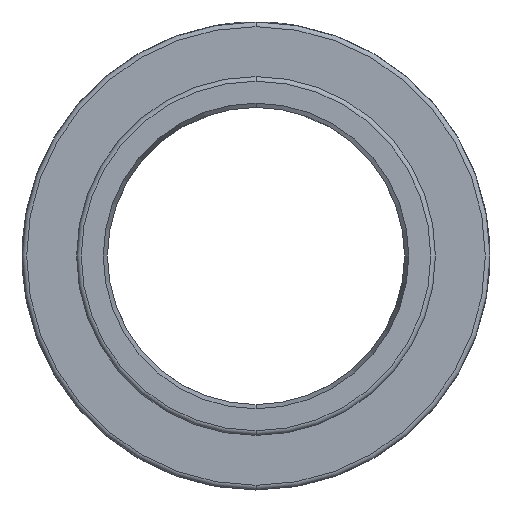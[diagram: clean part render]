
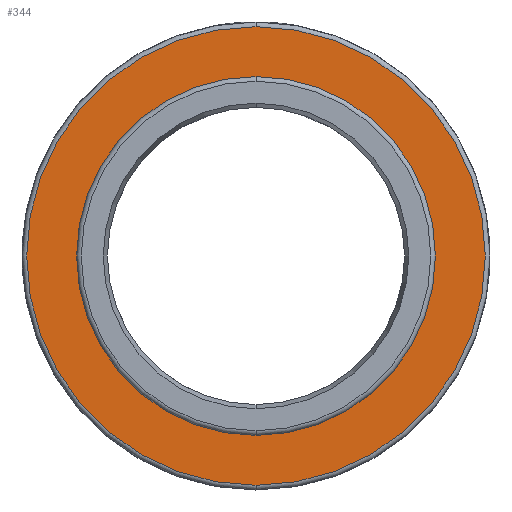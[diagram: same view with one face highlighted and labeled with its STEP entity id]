
A CAD part, front view. The second image highlights one B-rep face of the part: STEP entity #344.
In plain terms, the highlighted planar face has unit normal (0, -1, 0).
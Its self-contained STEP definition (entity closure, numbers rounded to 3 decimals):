
#31 = AXIS2_PLACEMENT_3D ( 'NONE', #2264, #1864, #1951 ) ;
#318 = EDGE_CURVE ( 'NONE', #3209, #4384, #495, .T. ) ;
#344 = ADVANCED_FACE ( 'NONE', ( #4729, #4664 ), #2581, .F. ) ;
#495 = CIRCLE ( 'NONE', #31, 14.7 ) ;
#527 = VERTEX_POINT ( 'NONE', #3381 ) ;
#550 = DIRECTION ( 'NONE',  ( 0., 0., 1. ) ) ;
#669 = DIRECTION ( 'NONE',  ( 0., 1., 0. ) ) ;
#1164 = CARTESIAN_POINT ( 'NONE',  ( 0., 1., -14.7 ) ) ;
#1258 = EDGE_LOOP ( 'NONE', ( #4276, #4488 ) ) ;
#1420 = CIRCLE ( 'NONE', #1609, 11.5 ) ;
#1543 = DIRECTION ( 'NONE',  ( 0., 0., 1. ) ) ;
#1551 = DIRECTION ( 'NONE',  ( 0., 1., 0. ) ) ;
#1557 = CARTESIAN_POINT ( 'NONE',  ( 0., 1., 0. ) ) ;
#1609 = AXIS2_PLACEMENT_3D ( 'NONE', #1895, #669, #550 ) ;
#1656 = ORIENTED_EDGE ( 'NONE', *, *, #3607, .T. ) ;
#1678 = CARTESIAN_POINT ( 'NONE',  ( 0., 1., 11.5 ) ) ;
#1703 = EDGE_LOOP ( 'NONE', ( #2738, #1656 ) ) ;
#1849 = CARTESIAN_POINT ( 'NONE',  ( 0., 1., 0. ) ) ;
#1863 = EDGE_CURVE ( 'NONE', #1913, #527, #1420, .T. ) ;
#1864 = DIRECTION ( 'NONE',  ( 0., -1., 0. ) ) ;
#1895 = CARTESIAN_POINT ( 'NONE',  ( 0., 1., 0. ) ) ;
#1913 = VERTEX_POINT ( 'NONE', #1678 ) ;
#1951 = DIRECTION ( 'NONE',  ( 0., 0., 1. ) ) ;
#2124 = CIRCLE ( 'NONE', #3042, 14.7 ) ;
#2200 = DIRECTION ( 'NONE',  ( 0., 0., 1. ) ) ;
#2264 = CARTESIAN_POINT ( 'NONE',  ( 0., 1., 0. ) ) ;
#2581 = PLANE ( 'NONE',  #4318 ) ;
#2738 = ORIENTED_EDGE ( 'NONE', *, *, #1863, .T. ) ;
#3042 = AXIS2_PLACEMENT_3D ( 'NONE', #1849, #4390, #2200 ) ;
#3209 = VERTEX_POINT ( 'NONE', #3590 ) ;
#3381 = CARTESIAN_POINT ( 'NONE',  ( 0., 1., -11.5 ) ) ;
#3590 = CARTESIAN_POINT ( 'NONE',  ( 0., 1., 14.7 ) ) ;
#3607 = EDGE_CURVE ( 'NONE', #527, #1913, #3908, .T. ) ;
#3713 = AXIS2_PLACEMENT_3D ( 'NONE', #1557, #1551, #1543 ) ;
#3908 = CIRCLE ( 'NONE', #3713, 11.5 ) ;
#4255 = DIRECTION ( 'NONE',  ( 0., 0., 1. ) ) ;
#4276 = ORIENTED_EDGE ( 'NONE', *, *, #318, .T. ) ;
#4281 = DIRECTION ( 'NONE',  ( 0., 1., 0. ) ) ;
#4318 = AXIS2_PLACEMENT_3D ( 'NONE', #4686, #4281, #4255 ) ;
#4325 = EDGE_CURVE ( 'NONE', #4384, #3209, #2124, .T. ) ;
#4384 = VERTEX_POINT ( 'NONE', #1164 ) ;
#4390 = DIRECTION ( 'NONE',  ( 0., -1., 0. ) ) ;
#4488 = ORIENTED_EDGE ( 'NONE', *, *, #4325, .T. ) ;
#4664 = FACE_BOUND ( 'NONE', #1703, .T. ) ;
#4686 = CARTESIAN_POINT ( 'NONE',  ( 15., 1., 0. ) ) ;
#4729 = FACE_OUTER_BOUND ( 'NONE', #1258, .T. ) ;
